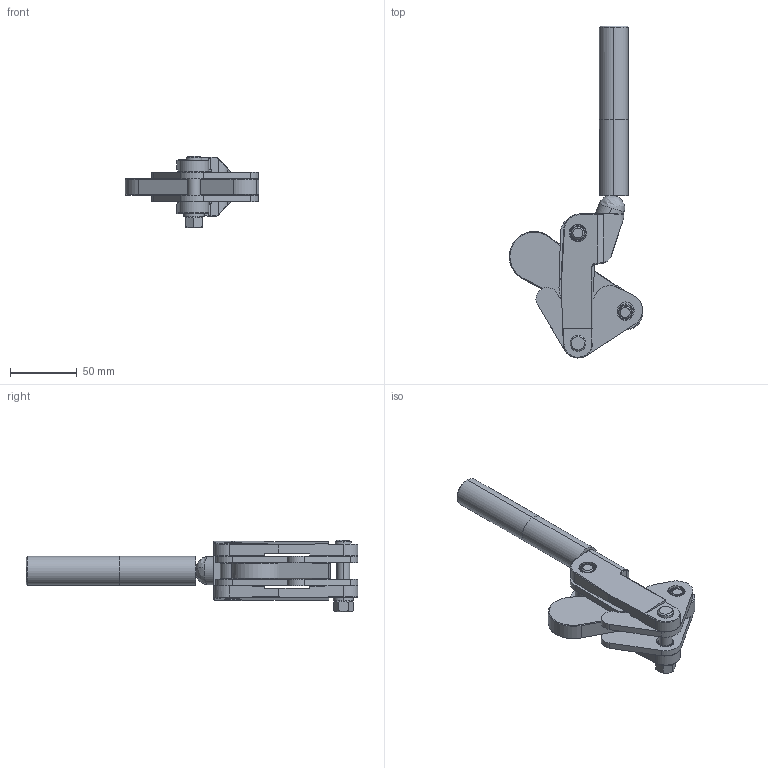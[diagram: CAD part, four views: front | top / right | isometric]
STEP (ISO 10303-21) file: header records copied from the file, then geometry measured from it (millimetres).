
FILE_DESCRIPTION (( 'STEP AP203' ), '1' );
FILE_NAME ('CH-70505.STEP', '2017-12-09T02:01:23', ( 'Windows' ), ( 'Microsoft' ), 'SwSTEP 2.0', 'SolidWorks 2015', '' );
FILE_SCHEMA (( 'CONFIG_CONTROL_DESIGN' ));
Length unit declared in the file: millimetre
Products named in the file (13): 70510-12; 70510-07; 70510-08; 70510-11; 70510-13; 3-8-16; 70510-02; CH-70505; 70510-03; 70510-10; 70510-04; 70510-05; 70510-09
Assembly tree (20 placements, depth 2):
  CH-70505
    70510-02
    70510-03
    70510-04  x2
    70510-09  x6
    70510-07
    70510-10  x2
    70510-05
    70510-12  x2
    70510-08
    70510-11
    70510-13
    3-8-16
Bounding box: 100.06 x 248.73 x 53.8 mm (x, y, z)
Volume: 175182.3 mm3; surface area: 75809.2 mm2
Topology: 22 solids, 22 shells, 2346 faces, 5769 edges, 3745 vertices
Faces by surface type: plane 1588, cylinder 616, cone 115, bspline 25, torus 2
Entity records: 57686 total; most frequent: CARTESIAN_POINT 12702, DIRECTION 9377, ORIENTED_EDGE 8822, EDGE_CURVE 4411, AXIS2_PLACEMENT_3D 3329, VERTEX_POINT 2855, LINE 2719, VECTOR 2719
